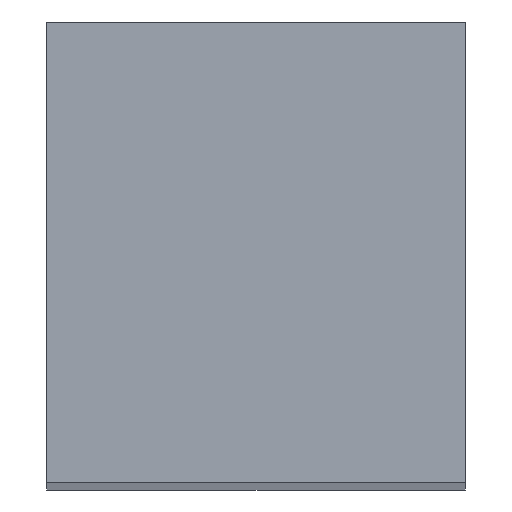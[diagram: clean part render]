
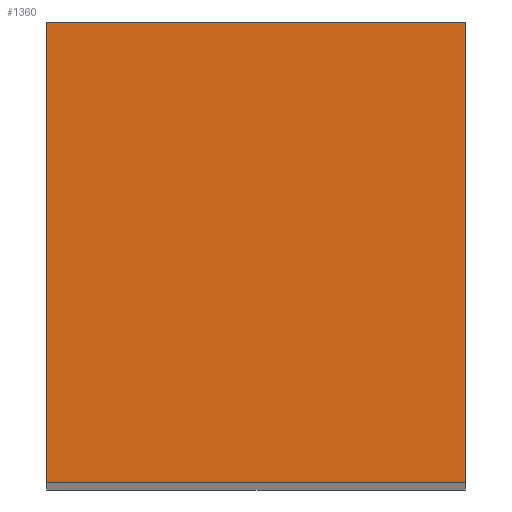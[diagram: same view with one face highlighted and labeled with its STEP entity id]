
A CAD part, top view. The second image highlights one B-rep face of the part: STEP entity #1360.
In plain terms, the highlighted planar face has unit normal (0, 0, 1).
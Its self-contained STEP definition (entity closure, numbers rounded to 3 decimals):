
#500=CARTESIAN_POINT('',(-6.39,2.834,100.));
#510=VERTEX_POINT('',#500);
#540=CARTESIAN_POINT('',(-6.39,-5.166,100.));
#550=DIRECTION('',(0.,-1.,0.));
#560=VECTOR('',#550,1.);
#570=LINE('',#540,#560);
#580=CARTESIAN_POINT('',(-6.39,-8.166,100.));
#590=VERTEX_POINT('',#580);
#600=EDGE_CURVE('',#510,#590,#570,.T.);
#810=CARTESIAN_POINT('',(3.61,-8.166,100.));
#820=VERTEX_POINT('',#810);
#850=CARTESIAN_POINT('',(3.61,-5.166,100.));
#860=DIRECTION('',(0.,1.,0.));
#870=VECTOR('',#860,1.);
#880=LINE('',#850,#870);
#890=CARTESIAN_POINT('',(3.61,2.834,100.));
#900=VERTEX_POINT('',#890);
#910=EDGE_CURVE('',#820,#900,#880,.T.);
#1090=CARTESIAN_POINT('',(-1.39,2.834,100.));
#1100=DIRECTION('',(-1.,0.,0.));
#1110=VECTOR('',#1100,1.);
#1120=LINE('',#1090,#1110);
#1130=EDGE_CURVE('',#900,#510,#1120,.T.);
#1200=CARTESIAN_POINT('',(0.,0.,100.));
#1210=DIRECTION('',(0.,0.,1.));
#1220=DIRECTION('',(1.,0.,0.));
#1230=AXIS2_PLACEMENT_3D('',#1200,#1210,#1220);
#1240=PLANE('',#1230);
#1250=CARTESIAN_POINT('',(-1.39,-8.166,100.));
#1260=DIRECTION('',(1.,0.,0.));
#1270=VECTOR('',#1260,1.);
#1280=LINE('',#1250,#1270);
#1290=EDGE_CURVE('',#590,#820,#1280,.T.);
#1300=ORIENTED_EDGE('',*,*,#1290,.T.);
#1310=ORIENTED_EDGE('',*,*,#600,.T.);
#1320=ORIENTED_EDGE('',*,*,#1130,.T.);
#1330=ORIENTED_EDGE('',*,*,#910,.T.);
#1340=EDGE_LOOP('',(#1330,#1320,#1310,#1300));
#1350=FACE_OUTER_BOUND('',#1340,.T.);
#1360=ADVANCED_FACE('',(#1350),#1240,.T.);
